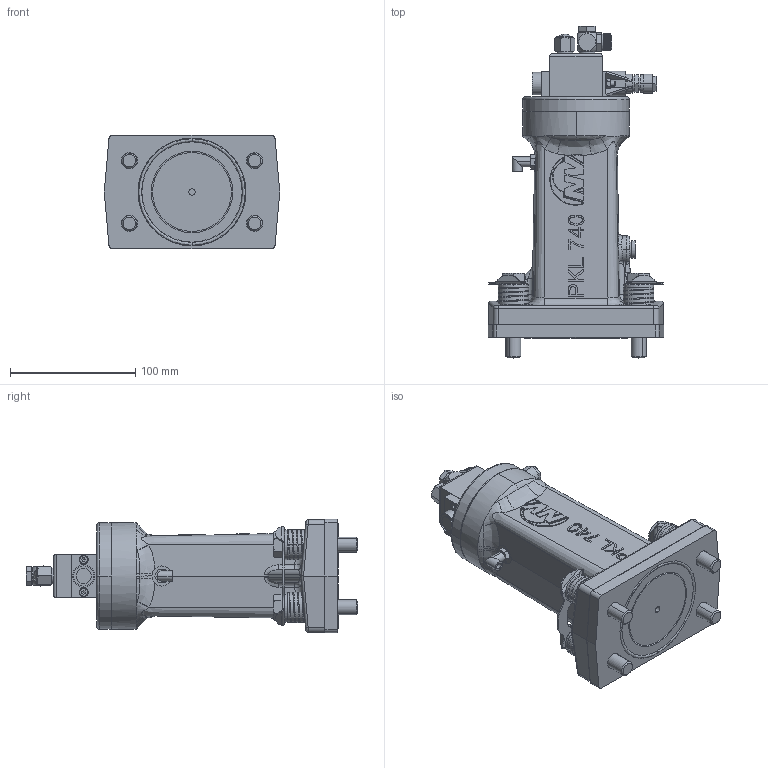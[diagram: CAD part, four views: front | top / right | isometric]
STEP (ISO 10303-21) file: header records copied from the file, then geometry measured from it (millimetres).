
FILE_DESCRIPTION (( 'STEP AP214' ), '1' );
FILE_NAME ('PKL 740 EE.STEP', '2015-09-23T14:11:02', ( 'Netter' ), ( 'Microsoft' ), 'SwSTEP 2.0', 'SolidWorks 2015', '' );
FILE_SCHEMA (( 'AUTOMOTIVE_DESIGN' ));
Length unit declared in the file: millimetre
Products named in the file (1): PKL 740 EE
Bounding box: 140 x 264.91 x 90.5 mm (x, y, z)
Volume: 1244773.4 mm3; surface area: 213578.8 mm2
Topology: 43 solids, 47 shells, 2899 faces, 7548 edges, 4781 vertices
Faces by surface type: cone 994, cylinder 860, plane 770, bspline 175, torus 87, sphere 13
Entity records: 99384 total; most frequent: CARTESIAN_POINT 31285, ORIENTED_EDGE 15022, DIRECTION 12969, EDGE_CURVE 7511, AXIS2_PLACEMENT_3D 5246, VERTEX_POINT 4778, EDGE_LOOP 3065, FACE_OUTER_BOUND 2899
